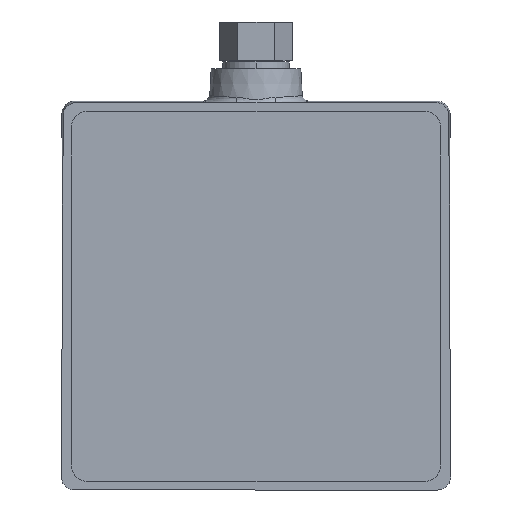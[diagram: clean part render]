
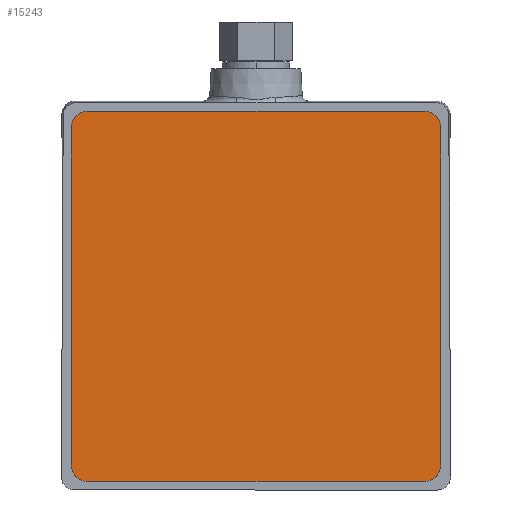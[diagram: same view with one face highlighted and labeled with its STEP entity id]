
A CAD part, front view. The second image highlights one B-rep face of the part: STEP entity #15243.
In plain terms, the highlighted planar face has unit normal (0, -1, 0).
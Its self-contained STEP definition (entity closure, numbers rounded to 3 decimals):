
#267 = AXIS2_PLACEMENT_3D ( 'NONE', #9767, #9768, #9769 ) ;
#563 = FACE_OUTER_BOUND ( 'NONE', #5069, .T. ) ;
#4321 = EDGE_CURVE ( 'NONE', #6361, #6364, #8587, .T. ) ;
#4324 = EDGE_CURVE ( 'NONE', #6362, #6361, #8592, .T. ) ;
#4326 = EDGE_CURVE ( 'NONE', #6339, #6362, #8596, .T. ) ;
#4328 = EDGE_CURVE ( 'NONE', #6366, #6339, #8599, .T. ) ;
#4330 = EDGE_CURVE ( 'NONE', #6367, #6366, #8603, .T. ) ;
#4332 = EDGE_CURVE ( 'NONE', #6368, #6367, #8606, .T. ) ;
#4334 = EDGE_CURVE ( 'NONE', #6369, #6368, #8610, .T. ) ;
#4335 = EDGE_CURVE ( 'NONE', #6364, #6369, #8615, .T. ) ;
#4716 = AXIS2_PLACEMENT_3D ( 'NONE', #14802, #14803, #14804 ) ;
#4717 = AXIS2_PLACEMENT_3D ( 'NONE', #14811, #14812, #14813 ) ;
#4718 = AXIS2_PLACEMENT_3D ( 'NONE', #14820, #14821, #14822 ) ;
#4719 = AXIS2_PLACEMENT_3D ( 'NONE', #14824, #14825, #14826 ) ;
#5069 = EDGE_LOOP ( 'NONE', ( #5837, #5838, #5839, #5840, #5841, #5842, #5843, #5844 ) ) ;
#5837 = ORIENTED_EDGE ( 'NONE', *, *, #4321, .F. ) ;
#5838 = ORIENTED_EDGE ( 'NONE', *, *, #4324, .F. ) ;
#5839 = ORIENTED_EDGE ( 'NONE', *, *, #4326, .F. ) ;
#5840 = ORIENTED_EDGE ( 'NONE', *, *, #4328, .F. ) ;
#5841 = ORIENTED_EDGE ( 'NONE', *, *, #4330, .F. ) ;
#5842 = ORIENTED_EDGE ( 'NONE', *, *, #4332, .F. ) ;
#5843 = ORIENTED_EDGE ( 'NONE', *, *, #4334, .F. ) ;
#5844 = ORIENTED_EDGE ( 'NONE', *, *, #4335, .F. ) ;
#6339 = VERTEX_POINT ( 'NONE', #8884 ) ;
#6361 = VERTEX_POINT ( 'NONE', #8904 ) ;
#6362 = VERTEX_POINT ( 'NONE', #8905 ) ;
#6364 = VERTEX_POINT ( 'NONE', #8907 ) ;
#6366 = VERTEX_POINT ( 'NONE', #8909 ) ;
#6367 = VERTEX_POINT ( 'NONE', #8910 ) ;
#6368 = VERTEX_POINT ( 'NONE', #8911 ) ;
#6369 = VERTEX_POINT ( 'NONE', #8912 ) ;
#8587 = LINE ( 'NONE', #14782, #8593 ) ;
#8592 = CIRCLE ( 'NONE', #4716, 5. ) ;
#8593 = VECTOR ( 'NONE', #14795, 1000. ) ;
#8596 = LINE ( 'NONE', #14801, #8602 ) ;
#8599 = CIRCLE ( 'NONE', #4717, 5. ) ;
#8602 = VECTOR ( 'NONE', #14806, 1000. ) ;
#8603 = LINE ( 'NONE', #14810, #8609 ) ;
#8606 = CIRCLE ( 'NONE', #4718, 5. ) ;
#8609 = VECTOR ( 'NONE', #14815, 1000. ) ;
#8610 = LINE ( 'NONE', #14819, #8616 ) ;
#8615 = CIRCLE ( 'NONE', #4719, 5. ) ;
#8616 = VECTOR ( 'NONE', #14823, 1000. ) ;
#8884 = CARTESIAN_POINT ( 'NONE',  ( -55.5, -2., 6.701 ) ) ;
#8904 = CARTESIAN_POINT ( 'NONE',  ( -50.5, -2., 112.701 ) ) ;
#8905 = CARTESIAN_POINT ( 'NONE',  ( -55.5, -2., 107.701 ) ) ;
#8907 = CARTESIAN_POINT ( 'NONE',  ( 50.5, -2., 112.701 ) ) ;
#8909 = CARTESIAN_POINT ( 'NONE',  ( -50.5, -2., 1.701 ) ) ;
#8910 = CARTESIAN_POINT ( 'NONE',  ( 50.5, -2., 1.701 ) ) ;
#8911 = CARTESIAN_POINT ( 'NONE',  ( 55.5, -2., 6.701 ) ) ;
#8912 = CARTESIAN_POINT ( 'NONE',  ( 55.5, -2., 107.701 ) ) ;
#9759 = PLANE ( 'NONE',  #267 ) ;
#9767 = CARTESIAN_POINT ( 'NONE',  ( 50.5, -2., 107.701 ) ) ;
#9768 = DIRECTION ( 'NONE',  ( 0., 1., 0. ) ) ;
#9769 = DIRECTION ( 'NONE',  ( 0., 0., 1. ) ) ;
#14782 = CARTESIAN_POINT ( 'NONE',  ( 0., -2., 112.701 ) ) ;
#14795 = DIRECTION ( 'NONE',  ( 1., 0., 0. ) ) ;
#14801 = CARTESIAN_POINT ( 'NONE',  ( -55.5, -2., 0. ) ) ;
#14802 = CARTESIAN_POINT ( 'NONE',  ( -50.5, -2., 107.701 ) ) ;
#14803 = DIRECTION ( 'NONE',  ( 0., 1., 0. ) ) ;
#14804 = DIRECTION ( 'NONE',  ( 0., 0., 1. ) ) ;
#14806 = DIRECTION ( 'NONE',  ( 0., 0., 1. ) ) ;
#14810 = CARTESIAN_POINT ( 'NONE',  ( 0., -2., 1.701 ) ) ;
#14811 = CARTESIAN_POINT ( 'NONE',  ( -50.5, -2., 6.701 ) ) ;
#14812 = DIRECTION ( 'NONE',  ( 0., 1., 0. ) ) ;
#14813 = DIRECTION ( 'NONE',  ( 0., 0., 1. ) ) ;
#14815 = DIRECTION ( 'NONE',  ( -1., 0., 0. ) ) ;
#14819 = CARTESIAN_POINT ( 'NONE',  ( 55.5, -2., 0. ) ) ;
#14820 = CARTESIAN_POINT ( 'NONE',  ( 50.5, -2., 6.701 ) ) ;
#14821 = DIRECTION ( 'NONE',  ( 0., 1., 0. ) ) ;
#14822 = DIRECTION ( 'NONE',  ( 0., 0., 1. ) ) ;
#14823 = DIRECTION ( 'NONE',  ( 0., 0., -1. ) ) ;
#14824 = CARTESIAN_POINT ( 'NONE',  ( 50.5, -2., 107.701 ) ) ;
#14825 = DIRECTION ( 'NONE',  ( 0., 1., 0. ) ) ;
#14826 = DIRECTION ( 'NONE',  ( 0., 0., 1. ) ) ;
#15243 = ADVANCED_FACE ( 'NONE', ( #563 ), #9759, .F. ) ;
